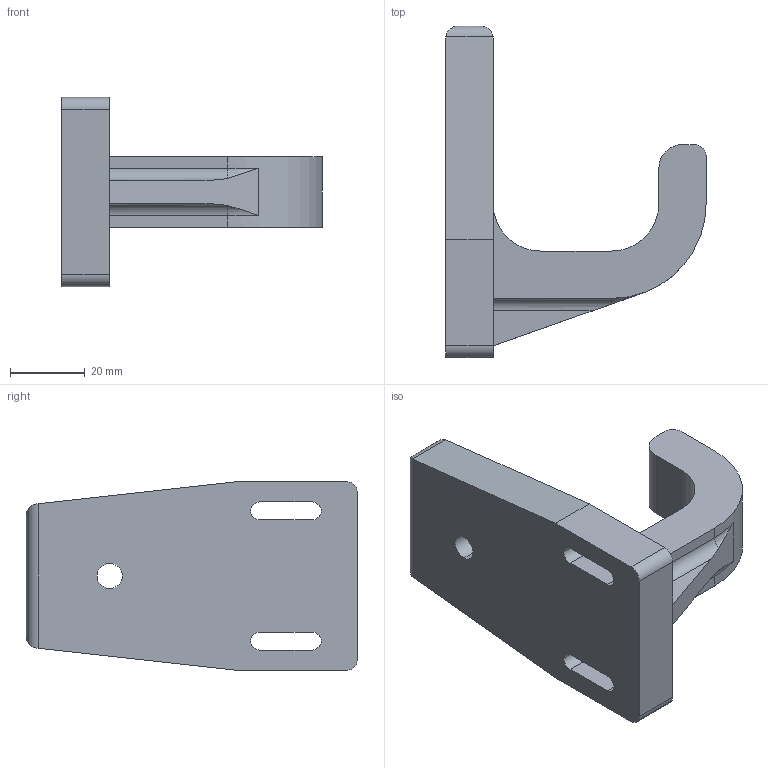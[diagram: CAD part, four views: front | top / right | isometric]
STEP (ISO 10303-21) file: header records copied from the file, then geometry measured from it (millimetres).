
FILE_DESCRIPTION (( 'STEP AP203' ), '1' );
FILE_NAME ('1029P.STEP', '2010-08-19T18:14:59', ( '' ), ( '' ), 'SwSTEP 2.0', 'SolidWorks 2010', '' );
FILE_SCHEMA (( 'CONFIG_CONTROL_DESIGN' ));
Length unit declared in the file: inch
Products named in the file (1): 1029P
Bounding box: 69.85 x 88.9 x 50.8 mm (x, y, z)
Volume: 70521.8 mm3; surface area: 17541.8 mm2
Topology: 1 solids, 1 shells, 48 faces, 131 edges, 86 vertices
Faces by surface type: plane 23, cylinder 21, cone 2, torus 2
Entity records: 1623 total; most frequent: CARTESIAN_POINT 311, ORIENTED_EDGE 262, DIRECTION 255, EDGE_CURVE 131, AXIS2_PLACEMENT_3D 87, VERTEX_POINT 86, LINE 81, VECTOR 81
